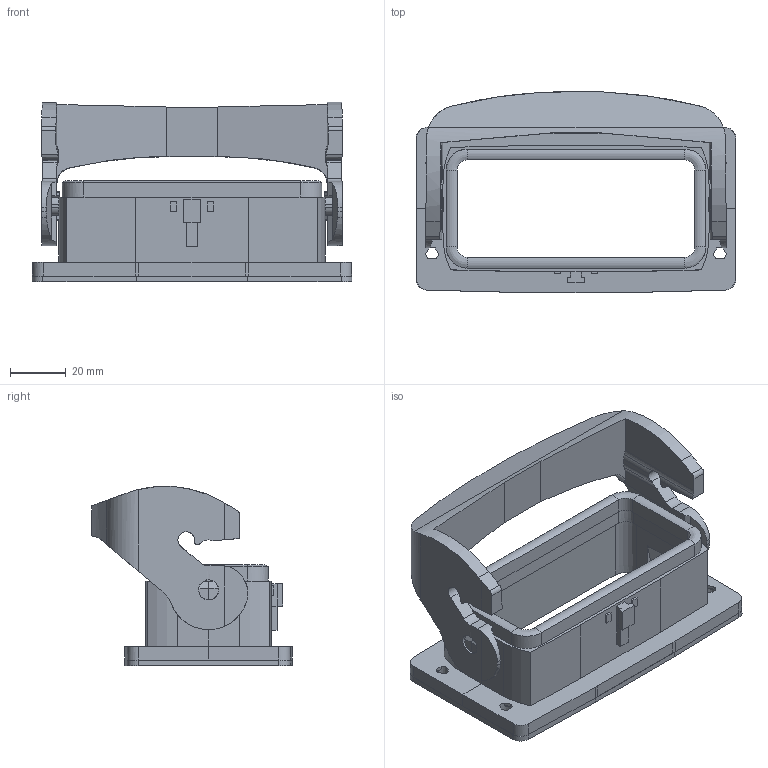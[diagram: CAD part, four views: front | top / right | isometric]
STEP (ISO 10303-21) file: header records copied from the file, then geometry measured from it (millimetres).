
FILE_DESCRIPTION(/* description */ (''),/* implementation_level */ '2;1');
FILE_NAME(/* name */ '100780471ugm000_c.stp',/* time_stamp */ '2022-03-12T08:14:08+01:00',/* author */ (''),/* organization */ (''),/* preprocessor_version */ 'ST-DEVELOPER v16.7',/* originating_system */ 'SIEMENS PLM Software NX 1911',/* authorisation */ '');
FILE_SCHEMA (('AUTOMOTIVE_DESIGN { 1 0 10303 214 3 1 1 1 }'));
Length unit declared in the file: millimetre
Products named in the file (1): 100780471ugm000_c
Bounding box: 114.5 x 71.92 x 64.16 mm (x, y, z)
Volume: 80297.3 mm3; surface area: 41231 mm2
Topology: 2 solids, 2 shells, 442 faces, 1397 edges, 1147 vertices
Faces by surface type: plane 317, cylinder 102, cone 16, torus 4, extrusion 3
Full cylindrical faces by diameter (mm): 1.366 x1, 1.615 x1, 4.675 x4, 7.2 x2
Entity records: 18985 total; most frequent: CARTESIAN_POINT 3157, DIRECTION 2462, ORIENTED_EDGE 2412, EDGE_CURVE 1206, VECTOR 1014, LINE 1011, VERTEX_POINT 798, AXIS2_PLACEMENT_3D 724
